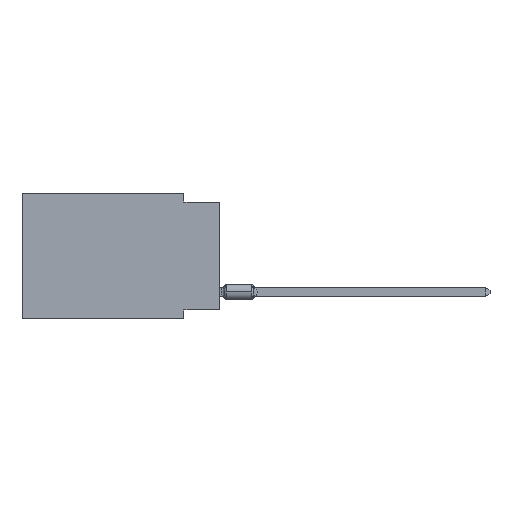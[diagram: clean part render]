
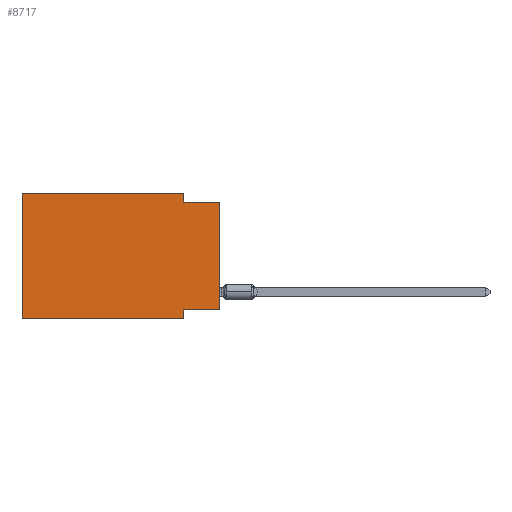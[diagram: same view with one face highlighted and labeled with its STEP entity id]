
A CAD part, left-side view. The second image highlights one B-rep face of the part: STEP entity #8717.
In plain terms, the highlighted planar face has unit normal (-1, 0, 0).
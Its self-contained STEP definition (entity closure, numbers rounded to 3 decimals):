
#222 = CARTESIAN_POINT ( 'NONE',  ( 0., 13.97, 0. ) ) ;
#256 = EDGE_CURVE ( 'NONE', #2708, #2533, #4320, .T. ) ;
#545 = CARTESIAN_POINT ( 'NONE',  ( 0., 13.97, 0. ) ) ;
#585 = VECTOR ( 'NONE', #4263, 1000. ) ;
#1349 = ORIENTED_EDGE ( 'NONE', *, *, #11644, .T. ) ;
#1351 = VECTOR ( 'NONE', #16043, 1000. ) ;
#1377 = CARTESIAN_POINT ( 'NONE',  ( 0., 13.97, -8.89 ) ) ;
#2023 = FACE_OUTER_BOUND ( 'NONE', #22471, .T. ) ;
#2085 = AXIS2_PLACEMENT_3D ( 'NONE', #222, #4079, #9298 ) ;
#2156 = DIRECTION ( 'NONE',  ( 0., -1., 0. ) ) ;
#2533 = VERTEX_POINT ( 'NONE', #11708 ) ;
#2669 = CARTESIAN_POINT ( 'NONE',  ( 0., 13.97, 0. ) ) ;
#2708 = VERTEX_POINT ( 'NONE', #14131 ) ;
#2829 = DIRECTION ( 'NONE',  ( 0., -1., 0. ) ) ;
#3196 = CARTESIAN_POINT ( 'NONE',  ( 0., 2.54, -8.255 ) ) ;
#3221 = LINE ( 'NONE', #10601, #11305 ) ;
#4079 = DIRECTION ( 'NONE',  ( 1., 0., 0. ) ) ;
#4263 = DIRECTION ( 'NONE',  ( 0., 0., 1. ) ) ;
#4282 = LINE ( 'NONE', #23335, #20533 ) ;
#4320 = LINE ( 'NONE', #8067, #16516 ) ;
#4989 = EDGE_CURVE ( 'NONE', #7541, #21720, #4282, .T. ) ;
#6305 = CARTESIAN_POINT ( 'NONE',  ( 0., 0., 0. ) ) ;
#7178 = EDGE_CURVE ( 'NONE', #7541, #7865, #3221, .T. ) ;
#7345 = EDGE_CURVE ( 'NONE', #21720, #15325, #20936, .T. ) ;
#7541 = VERTEX_POINT ( 'NONE', #1377 ) ;
#7665 = LINE ( 'NONE', #6305, #585 ) ;
#7865 = VERTEX_POINT ( 'NONE', #9476 ) ;
#8067 = CARTESIAN_POINT ( 'NONE',  ( 0., 0., -0.635 ) ) ;
#8345 = LINE ( 'NONE', #17770, #23707 ) ;
#8512 = LINE ( 'NONE', #17572, #12948 ) ;
#8717 = ADVANCED_FACE ( 'NONE', ( #2023 ), #16780, .F. ) ;
#8917 = EDGE_CURVE ( 'NONE', #23253, #10513, #10600, .T. ) ;
#9298 = DIRECTION ( 'NONE',  ( 0., 0., -1. ) ) ;
#9401 = VECTOR ( 'NONE', #2829, 1000. ) ;
#9476 = CARTESIAN_POINT ( 'NONE',  ( 0., 2.54, -8.89 ) ) ;
#9863 = ORIENTED_EDGE ( 'NONE', *, *, #7345, .F. ) ;
#10513 = VERTEX_POINT ( 'NONE', #3196 ) ;
#10600 = LINE ( 'NONE', #20112, #1351 ) ;
#10601 = CARTESIAN_POINT ( 'NONE',  ( 0., 13.97, -8.89 ) ) ;
#11305 = VECTOR ( 'NONE', #17966, 1000. ) ;
#11326 = EDGE_CURVE ( 'NONE', #15325, #2708, #8512, .T. ) ;
#11644 = EDGE_CURVE ( 'NONE', #23253, #2533, #7665, .T. ) ;
#11681 = CARTESIAN_POINT ( 'NONE',  ( 0., 0., -8.255 ) ) ;
#11708 = CARTESIAN_POINT ( 'NONE',  ( 0., 0., -0.635 ) ) ;
#12948 = VECTOR ( 'NONE', #23122, 1000. ) ;
#13913 = DIRECTION ( 'NONE',  ( 0., 0., -1. ) ) ;
#14131 = CARTESIAN_POINT ( 'NONE',  ( 0., 2.54, -0.635 ) ) ;
#14393 = ORIENTED_EDGE ( 'NONE', *, *, #20591, .F. ) ;
#15325 = VERTEX_POINT ( 'NONE', #15780 ) ;
#15780 = CARTESIAN_POINT ( 'NONE',  ( 0., 2.54, 0. ) ) ;
#16043 = DIRECTION ( 'NONE',  ( 0., 1., 0. ) ) ;
#16516 = VECTOR ( 'NONE', #2156, 1000. ) ;
#16780 = PLANE ( 'NONE',  #2085 ) ;
#17374 = ORIENTED_EDGE ( 'NONE', *, *, #256, .F. ) ;
#17572 = CARTESIAN_POINT ( 'NONE',  ( 0., 2.54, 0. ) ) ;
#17770 = CARTESIAN_POINT ( 'NONE',  ( 0., 2.54, -8.89 ) ) ;
#17966 = DIRECTION ( 'NONE',  ( 0., -1., 0. ) ) ;
#18027 = DIRECTION ( 'NONE',  ( 0., 0., 1. ) ) ;
#18589 = ORIENTED_EDGE ( 'NONE', *, *, #8917, .F. ) ;
#20112 = CARTESIAN_POINT ( 'NONE',  ( 0., 0., -8.255 ) ) ;
#20533 = VECTOR ( 'NONE', #18027, 1000. ) ;
#20591 = EDGE_CURVE ( 'NONE', #10513, #7865, #8345, .T. ) ;
#20936 = LINE ( 'NONE', #545, #9401 ) ;
#21637 = ORIENTED_EDGE ( 'NONE', *, *, #11326, .F. ) ;
#21720 = VERTEX_POINT ( 'NONE', #2669 ) ;
#22264 = ORIENTED_EDGE ( 'NONE', *, *, #7178, .T. ) ;
#22471 = EDGE_LOOP ( 'NONE', ( #1349, #17374, #21637, #9863, #23794, #22264, #14393, #18589 ) ) ;
#23122 = DIRECTION ( 'NONE',  ( 0., 0., -1. ) ) ;
#23253 = VERTEX_POINT ( 'NONE', #11681 ) ;
#23335 = CARTESIAN_POINT ( 'NONE',  ( 0., 13.97, 0. ) ) ;
#23707 = VECTOR ( 'NONE', #13913, 1000. ) ;
#23794 = ORIENTED_EDGE ( 'NONE', *, *, #4989, .F. ) ;
